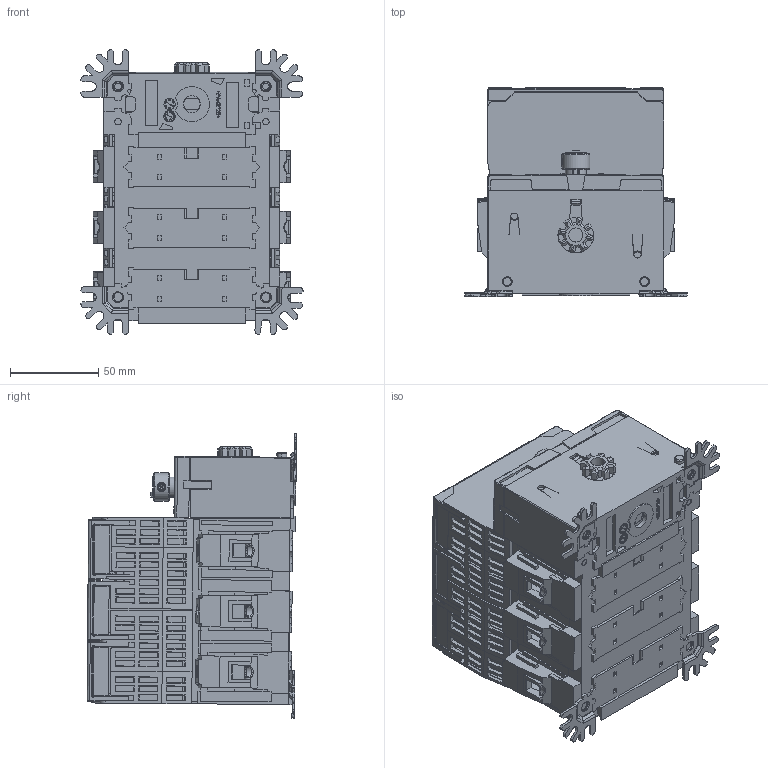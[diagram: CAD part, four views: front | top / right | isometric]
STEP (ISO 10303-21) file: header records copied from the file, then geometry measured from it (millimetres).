
FILE_DESCRIPTION((''),'2;1');
FILE_NAME('OS60GJ30-AL_SW0007','2021-10-18T13:37:26',('FIANLEH10'),(''),'CREO PARAMETRIC BY PTC INC, 2020184','CREO PARAMETRIC BY PTC INC, 2020184','');
FILE_SCHEMA(('AUTOMOTIVE_DESIGN { 1 0 10303 214 1 1 1 1 }'));
Products named in the file (1): OS60GJ30-AL_SW0007
Bounding box: 126.15 x 119.23 x 161.88 mm (x, y, z)
Volume: 1312764.6 mm3; surface area: 165112.3 mm2
Topology: 1 solids, 1 shells, 4234 faces, 12159 edges, 7975 vertices
Faces by surface type: plane 2951, cylinder 766, extrusion 326, bspline 72, cone 66, torus 53
Entity records: 191728 total; most frequent: CARTESIAN_POINT 39811, ORIENTED_EDGE 24250, DIRECTION 19949, EDGE_CURVE 12125, VECTOR 9760, LINE 9434, VERTEX_POINT 7963, FILL_AREA_STYLE_COLOUR 6528
